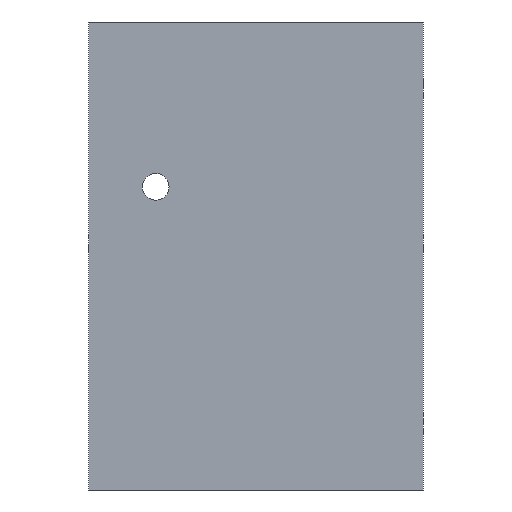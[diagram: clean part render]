
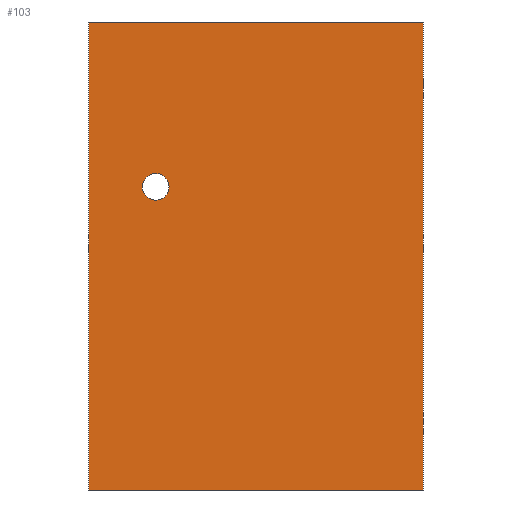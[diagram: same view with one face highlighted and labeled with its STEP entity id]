
A CAD part, left-side view. The second image highlights one B-rep face of the part: STEP entity #103.
In plain terms, the highlighted planar face has unit normal (-1, 0, 0).
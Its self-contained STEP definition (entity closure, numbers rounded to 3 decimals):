
#6 = DIRECTION ( 'NONE',  ( 0., 0., -1. ) ) ;
#8 = LINE ( 'NONE', #375, #245 ) ;
#11 = CARTESIAN_POINT ( 'NONE',  ( 0., 50., 70. ) ) ;
#52 = CARTESIAN_POINT ( 'NONE',  ( 0., 40., 47.35 ) ) ;
#57 = CARTESIAN_POINT ( 'NONE',  ( 0., 50., 0. ) ) ;
#77 = DIRECTION ( 'NONE',  ( 0., -1., 0. ) ) ;
#83 = ORIENTED_EDGE ( 'NONE', *, *, #327, .F. ) ;
#87 = DIRECTION ( 'NONE',  ( 0., 0., -1. ) ) ;
#101 = EDGE_LOOP ( 'NONE', ( #83, #359 ) ) ;
#103 = ADVANCED_FACE ( 'NONE', ( #202, #184 ), #197, .F. ) ;
#119 = CIRCLE ( 'NONE', #220, 2. ) ;
#147 = CARTESIAN_POINT ( 'NONE',  ( 0., 0., 0. ) ) ;
#151 = CARTESIAN_POINT ( 'NONE',  ( 0., 0., 70. ) ) ;
#155 = LINE ( 'NONE', #11, #309 ) ;
#158 = CARTESIAN_POINT ( 'NONE',  ( 0., 0., 70. ) ) ;
#184 = FACE_OUTER_BOUND ( 'NONE', #214, .T. ) ;
#191 = EDGE_CURVE ( 'NONE', #499, #505, #564, .T. ) ;
#197 = PLANE ( 'NONE',  #555 ) ;
#202 = FACE_BOUND ( 'NONE', #101, .T. ) ;
#206 = VERTEX_POINT ( 'NONE', #52 ) ;
#214 = EDGE_LOOP ( 'NONE', ( #393, #318, #304, #578 ) ) ;
#220 = AXIS2_PLACEMENT_3D ( 'NONE', #545, #243, #285 ) ;
#227 = VERTEX_POINT ( 'NONE', #307 ) ;
#243 = DIRECTION ( 'NONE',  ( -1., 0., 0. ) ) ;
#245 = VECTOR ( 'NONE', #87, 1000. ) ;
#285 = DIRECTION ( 'NONE',  ( 0., 0., 1. ) ) ;
#288 = VECTOR ( 'NONE', #497, 1000. ) ;
#304 = ORIENTED_EDGE ( 'NONE', *, *, #191, .F. ) ;
#307 = CARTESIAN_POINT ( 'NONE',  ( 0., 40., 43.35 ) ) ;
#309 = VECTOR ( 'NONE', #364, 1000. ) ;
#314 = EDGE_CURVE ( 'NONE', #499, #551, #155, .T. ) ;
#318 = ORIENTED_EDGE ( 'NONE', *, *, #487, .F. ) ;
#322 = LINE ( 'NONE', #511, #467 ) ;
#327 = EDGE_CURVE ( 'NONE', #206, #227, #553, .T. ) ;
#342 = CARTESIAN_POINT ( 'NONE',  ( 0., 0., 70. ) ) ;
#359 = ORIENTED_EDGE ( 'NONE', *, *, #518, .F. ) ;
#364 = DIRECTION ( 'NONE',  ( 0., 0., -1. ) ) ;
#365 = EDGE_CURVE ( 'NONE', #551, #483, #322, .T. ) ;
#375 = CARTESIAN_POINT ( 'NONE',  ( 0., 0., 70. ) ) ;
#381 = CARTESIAN_POINT ( 'NONE',  ( 0., 50., 70. ) ) ;
#393 = ORIENTED_EDGE ( 'NONE', *, *, #365, .T. ) ;
#404 = AXIS2_PLACEMENT_3D ( 'NONE', #470, #602, #412 ) ;
#412 = DIRECTION ( 'NONE',  ( 0., 0., 1. ) ) ;
#440 = DIRECTION ( 'NONE',  ( 1., 0., 0. ) ) ;
#467 = VECTOR ( 'NONE', #77, 1000. ) ;
#470 = CARTESIAN_POINT ( 'NONE',  ( 0., 40., 45.35 ) ) ;
#483 = VERTEX_POINT ( 'NONE', #147 ) ;
#487 = EDGE_CURVE ( 'NONE', #505, #483, #8, .T. ) ;
#497 = DIRECTION ( 'NONE',  ( 0., -1., 0. ) ) ;
#499 = VERTEX_POINT ( 'NONE', #381 ) ;
#505 = VERTEX_POINT ( 'NONE', #151 ) ;
#511 = CARTESIAN_POINT ( 'NONE',  ( 0., 0., 0. ) ) ;
#518 = EDGE_CURVE ( 'NONE', #227, #206, #119, .T. ) ;
#545 = CARTESIAN_POINT ( 'NONE',  ( 0., 40., 45.35 ) ) ;
#551 = VERTEX_POINT ( 'NONE', #57 ) ;
#553 = CIRCLE ( 'NONE', #404, 2. ) ;
#555 = AXIS2_PLACEMENT_3D ( 'NONE', #342, #440, #6 ) ;
#564 = LINE ( 'NONE', #158, #288 ) ;
#578 = ORIENTED_EDGE ( 'NONE', *, *, #314, .T. ) ;
#602 = DIRECTION ( 'NONE',  ( -1., 0., 0. ) ) ;
